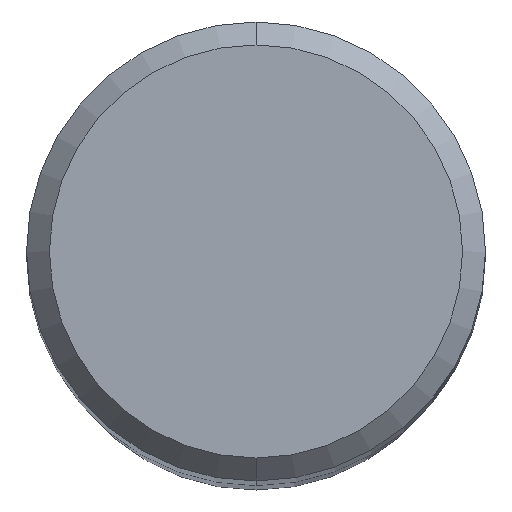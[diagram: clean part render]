
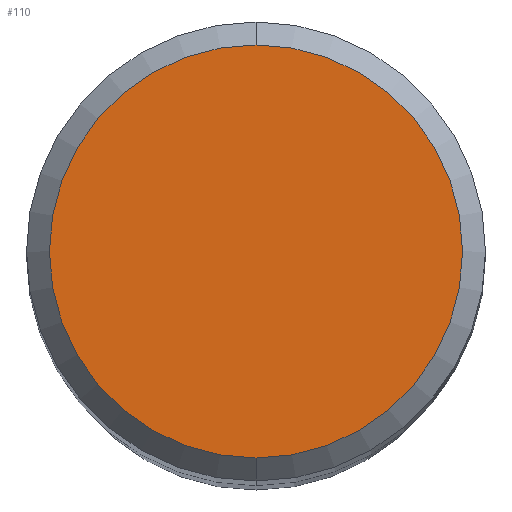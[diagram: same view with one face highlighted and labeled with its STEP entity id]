
A CAD part, top view. The second image highlights one B-rep face of the part: STEP entity #110.
In plain terms, the highlighted planar face has unit normal (0, 0, 1).
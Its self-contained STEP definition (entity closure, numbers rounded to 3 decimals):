
#104=VERTEX_POINT('',#251);
#110=ADVANCED_FACE('',(#257),#258,.T.);
#136=VERTEX_POINT('',#287);
#190=EDGE_CURVE('',#136,#104,#348,.T.);
#206=EDGE_CURVE('',#104,#136,#366,.T.);
#251=CARTESIAN_POINT('',(0.,-5.4,0.0));
#257=FACE_OUTER_BOUND('',#414,.T.);
#258=PLANE('',#415);
#287=CARTESIAN_POINT('',(0.0,5.4,0.0));
#348=CIRCLE('',#534,5.4);
#366=CIRCLE('',#555,5.4);
#414=EDGE_LOOP('',(#595,#596));
#415=AXIS2_PLACEMENT_3D('',#597,#598,#599);
#534=AXIS2_PLACEMENT_3D('',#708,#709,#710);
#555=AXIS2_PLACEMENT_3D('',#731,#732,#733);
#595=ORIENTED_EDGE('',*,*,#190,.F.);
#596=ORIENTED_EDGE('',*,*,#206,.F.);
#597=CARTESIAN_POINT('',(0.0,2.7,0.0));
#598=DIRECTION('',(-0.0,0.0,1.0));
#599=DIRECTION('',(0.0,-1.0,0.0));
#708=CARTESIAN_POINT('',(0.0,0.0,0.0));
#709=DIRECTION('',(0.0,0.0,-1.0));
#710=DIRECTION('',(0.0,1.0,0.0));
#731=CARTESIAN_POINT('',(0.0,0.0,0.0));
#732=DIRECTION('',(0.0,0.0,-1.0));
#733=DIRECTION('',(0.0,1.0,0.0));
